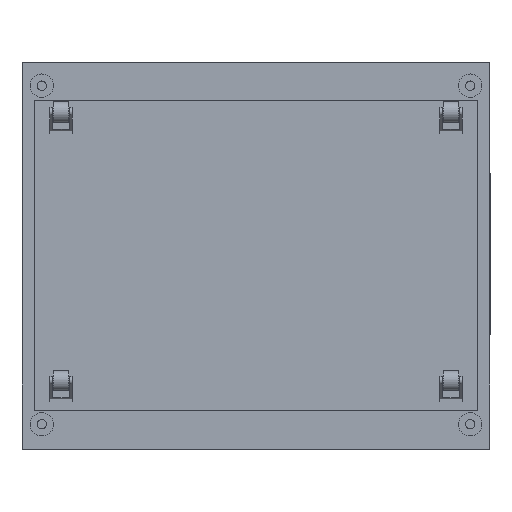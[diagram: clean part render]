
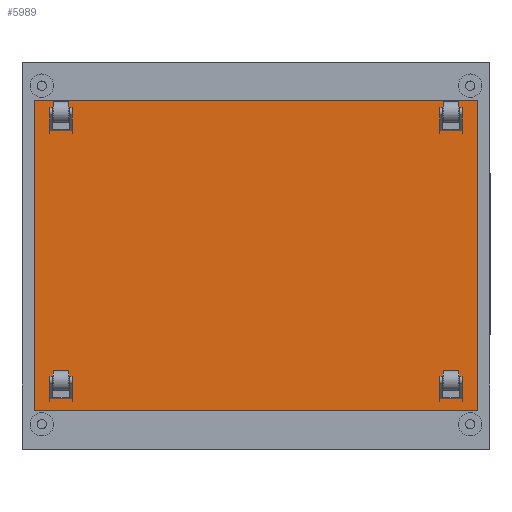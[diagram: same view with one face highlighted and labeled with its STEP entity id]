
A CAD part, front view. The second image highlights one B-rep face of the part: STEP entity #5989.
In plain terms, the highlighted planar face has unit normal (0, -1, 0).
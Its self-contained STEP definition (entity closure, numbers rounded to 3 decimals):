
#370 = FACE_OUTER_BOUND ( 'NONE', #7307, .T. ) ;
#425 = VECTOR ( 'NONE', #2383, 1000. ) ;
#499 = EDGE_CURVE ( 'NONE', #2744, #3442, #10448, .T. ) ;
#1272 = CARTESIAN_POINT ( 'NONE',  ( 378.8, -325.3, 265.05 ) ) ;
#1438 = ORIENTED_EDGE ( 'NONE', *, *, #11079, .T. ) ;
#1700 = DIRECTION ( 'NONE',  ( 0., -1., 0. ) ) ;
#2172 = LINE ( 'NONE', #1272, #11612 ) ;
#2383 = DIRECTION ( 'NONE',  ( -1., 0., 0. ) ) ;
#2616 = CARTESIAN_POINT ( 'NONE',  ( -378.8, -325.3, 265.05 ) ) ;
#2744 = VERTEX_POINT ( 'NONE', #5694 ) ;
#2940 = EDGE_CURVE ( 'NONE', #3442, #9684, #8151, .T. ) ;
#3355 = VECTOR ( 'NONE', #10740, 1000. ) ;
#3401 = PLANE ( 'NONE',  #5775 ) ;
#3442 = VERTEX_POINT ( 'NONE', #7319 ) ;
#3522 = CARTESIAN_POINT ( 'NONE',  ( 0., -325.3, 0. ) ) ;
#3734 = ORIENTED_EDGE ( 'NONE', *, *, #7969, .T. ) ;
#4333 = CARTESIAN_POINT ( 'NONE',  ( -378.8, -325.3, -265.05 ) ) ;
#4545 = LINE ( 'NONE', #8490, #10040 ) ;
#5574 = ORIENTED_EDGE ( 'NONE', *, *, #2940, .T. ) ;
#5694 = CARTESIAN_POINT ( 'NONE',  ( 378.8, -325.3, 265.05 ) ) ;
#5775 = AXIS2_PLACEMENT_3D ( 'NONE', #3522, #1700, #8013 ) ;
#5914 = DIRECTION ( 'NONE',  ( 0., 0., 1. ) ) ;
#5989 = ADVANCED_FACE ( 'NONE', ( #370 ), #3401, .T. ) ;
#6071 = CARTESIAN_POINT ( 'NONE',  ( -378.8, -325.3, 265.05 ) ) ;
#6507 = CARTESIAN_POINT ( 'NONE',  ( 378.8, -325.3, -265.05 ) ) ;
#7307 = EDGE_LOOP ( 'NONE', ( #1438, #11246, #5574, #3734 ) ) ;
#7319 = CARTESIAN_POINT ( 'NONE',  ( -378.8, -325.3, 265.05 ) ) ;
#7969 = EDGE_CURVE ( 'NONE', #9684, #11609, #4545, .T. ) ;
#8013 = DIRECTION ( 'NONE',  ( 0., 0., -1. ) ) ;
#8151 = LINE ( 'NONE', #2616, #3355 ) ;
#8490 = CARTESIAN_POINT ( 'NONE',  ( -378.8, -325.3, -265.05 ) ) ;
#9684 = VERTEX_POINT ( 'NONE', #4333 ) ;
#10040 = VECTOR ( 'NONE', #11112, 1000. ) ;
#10448 = LINE ( 'NONE', #6071, #425 ) ;
#10740 = DIRECTION ( 'NONE',  ( 0., 0., -1. ) ) ;
#11079 = EDGE_CURVE ( 'NONE', #11609, #2744, #2172, .T. ) ;
#11112 = DIRECTION ( 'NONE',  ( 1., 0., 0. ) ) ;
#11246 = ORIENTED_EDGE ( 'NONE', *, *, #499, .T. ) ;
#11609 = VERTEX_POINT ( 'NONE', #6507 ) ;
#11612 = VECTOR ( 'NONE', #5914, 1000. ) ;
